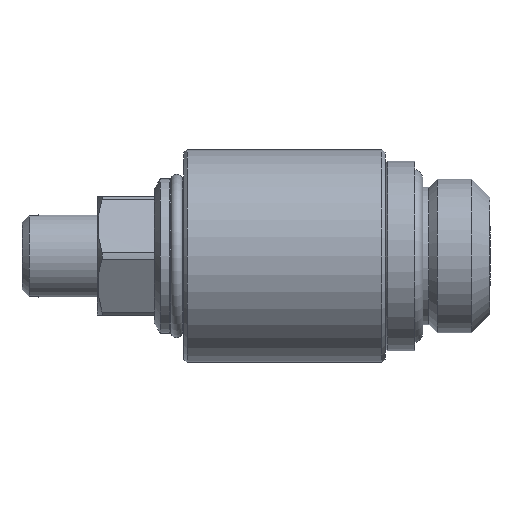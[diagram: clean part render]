
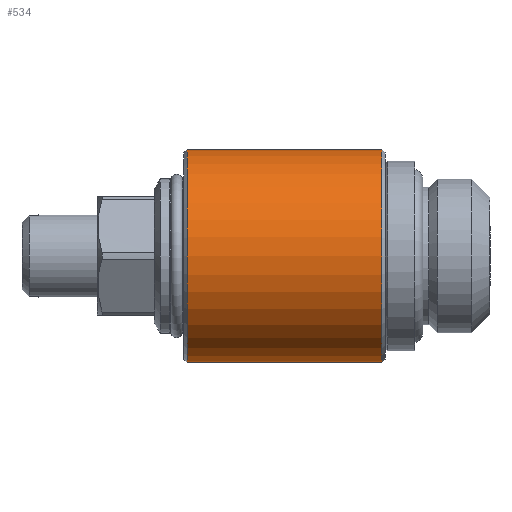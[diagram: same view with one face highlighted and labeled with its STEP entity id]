
A CAD part, left-side view. The second image highlights one B-rep face of the part: STEP entity #534.
In plain terms, the highlighted cylindrical face has radius 9 mm (diameter 18 mm), a full revolution.
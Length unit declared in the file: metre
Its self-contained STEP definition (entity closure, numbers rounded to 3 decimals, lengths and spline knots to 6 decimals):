
#534 = ADVANCED_FACE( 'NONE', ( #1109, #1110, #1111 ), #1112, .T. );
#1109 = FACE_OUTER_BOUND( '', #3042, .T. );
#1110 = FACE_OUTER_BOUND( '', #3043, .T. );
#1111 = FACE_BOUND( '', #3044, .T. );
#1112 = CYLINDRICAL_SURFACE( '', #3045, 0.009 );
#3042 = EDGE_LOOP( '', ( #4491 ) );
#3043 = EDGE_LOOP( '', ( #4492 ) );
#3044 = EDGE_LOOP( '', ( #4493, #4494 ) );
#3045 = AXIS2_PLACEMENT_3D( '', #4495, #4496, #4497 );
#4491 = ORIENTED_EDGE( '', *, *, #5369, .T. );
#4492 = ORIENTED_EDGE( '', *, *, #5304, .F. );
#4493 = ORIENTED_EDGE( '', *, *, #5358, .T. );
#4494 = ORIENTED_EDGE( '', *, *, #4925, .T. );
#4495 = CARTESIAN_POINT( '', ( 0., 0.007819, 0. ) );
#4496 = DIRECTION( '', ( 0., -1., 0. ) );
#4497 = DIRECTION( '', ( 0., 0., -1. ) );
#4925 = EDGE_CURVE( 'NONE', #5563, #5564, #5565, .T. );
#5304 = EDGE_CURVE( 'NONE', #6135, #6135, #6136, .T. );
#5358 = EDGE_CURVE( 'NONE', #5564, #5563, #6207, .T. );
#5369 = EDGE_CURVE( 'NONE', #6221, #6221, #6222, .T. );
#5563 = VERTEX_POINT( 'NONE', #6670 );
#5564 = VERTEX_POINT( 'NONE', #6671 );
#5565 = B_SPLINE_CURVE_WITH_KNOTS( '', 3, ( #6672, #6673, #6674, #6675, #6676, #6677, #6678, #6679, #6680, #6681, #6682, #6683, #6684, #6685, #6686, #6687, #6688, #6689, #6690, #6691, #6692, #6693, #6694 ), .UNSPECIFIED., .F., .F., ( 4, 1, 1, 1, 1, 1, 1, 1, 1, 1, 1, 1, 1, 1, 1, 1, 1, 1, 1, 1, 4 ), ( 0., 0.01563, 0.03126, 0.062508, 0.124933, 0.187358, 0.249879, 0.312402, 0.374924, 0.437445, 0.499967, 0.562488, 0.62501, 0.687531, 0.750053, 0.812576, 0.875028, 0.937482, 0.968739, 0.984367, 1. ), .UNSPECIFIED. );
#6135 = VERTEX_POINT( '', #8528 );
#6136 = CIRCLE( '', #8529, 0.009 );
#6207 = B_SPLINE_CURVE_WITH_KNOTS( '', 3, ( #8714, #8715, #8716, #8717, #8718, #8719, #8720, #8721, #8722, #8723, #8724, #8725, #8726, #8727, #8728, #8729, #8730, #8731, #8732, #8733, #8734, #8735, #8736 ), .UNSPECIFIED., .F., .F., ( 4, 1, 1, 1, 1, 1, 1, 1, 1, 1, 1, 1, 1, 1, 1, 1, 1, 1, 1, 1, 4 ), ( 0., 0.01563, 0.03126, 0.062508, 0.124933, 0.187358, 0.249881, 0.312403, 0.374925, 0.437447, 0.499967, 0.562489, 0.625011, 0.687532, 0.750055, 0.812576, 0.875028, 0.937483, 0.968739, 0.984368, 1. ), .UNSPECIFIED. );
#6221 = VERTEX_POINT( '', #8773 );
#6222 = CIRCLE( '', #8774, 0.009 );
#6670 = CARTESIAN_POINT( '', ( 0.007919, 0.019424, -0.004277 ) );
#6671 = CARTESIAN_POINT( '', ( 0.007917, 0.015986, 0.004281 ) );
#6672 = CARTESIAN_POINT( '', ( 0.007919, 0.019424, -0.004277 ) );
#6673 = CARTESIAN_POINT( '', ( 0.007904, 0.019353, -0.004304 ) );
#6674 = CARTESIAN_POINT( '', ( 0.007875, 0.01921, -0.004357 ) );
#6675 = CARTESIAN_POINT( '', ( 0.007826, 0.018917, -0.004445 ) );
#6676 = CARTESIAN_POINT( '', ( 0.007757, 0.018393, -0.004565 ) );
#6677 = CARTESIAN_POINT( '', ( 0.007719, 0.017616, -0.004627 ) );
#6678 = CARTESIAN_POINT( '', ( 0.007783, 0.016689, -0.004521 ) );
#6679 = CARTESIAN_POINT( '', ( 0.007941, 0.015811, -0.004242 ) );
#6680 = CARTESIAN_POINT( '', ( 0.008162, 0.015013, -0.003807 ) );
#6681 = CARTESIAN_POINT( '', ( 0.008408, 0.014318, -0.003234 ) );
#6682 = CARTESIAN_POINT( '', ( 0.008647, 0.013744, -0.002536 ) );
#6683 = CARTESIAN_POINT( '', ( 0.008846, 0.013312, -0.00173 ) );
#6684 = CARTESIAN_POINT( '', ( 0.008976, 0.013047, -0.000842 ) );
#6685 = CARTESIAN_POINT( '', ( 0.009016, 0.012969, 0.000092 ) );
#6686 = CARTESIAN_POINT( '', ( 0.008958, 0.013084, 0.00102 ) );
#6687 = CARTESIAN_POINT( '', ( 0.008812, 0.013384, 0.001895 ) );
#6688 = CARTESIAN_POINT( '', ( 0.008603, 0.013845, 0.002681 ) );
#6689 = CARTESIAN_POINT( '', ( 0.00836, 0.014444, 0.003355 ) );
#6690 = CARTESIAN_POINT( '', ( 0.008157, 0.015041, 0.003811 ) );
#6691 = CARTESIAN_POINT( '', ( 0.008028, 0.0155, 0.004069 ) );
#6692 = CARTESIAN_POINT( '', ( 0.007962, 0.015775, 0.004196 ) );
#6693 = CARTESIAN_POINT( '', ( 0.007932, 0.015916, 0.004253 ) );
#6694 = CARTESIAN_POINT( '', ( 0.007917, 0.015986, 0.004281 ) );
#8528 = CARTESIAN_POINT( '', ( 0., 0.0095, -0.009 ) );
#8529 = AXIS2_PLACEMENT_3D( '', #9341, #9342, #9343 );
#8714 = CARTESIAN_POINT( '', ( 0.007917, 0.015986, 0.004281 ) );
#8715 = CARTESIAN_POINT( '', ( 0.007902, 0.016057, 0.004307 ) );
#8716 = CARTESIAN_POINT( '', ( 0.007874, 0.0162, 0.00436 ) );
#8717 = CARTESIAN_POINT( '', ( 0.007824, 0.016492, 0.004448 ) );
#8718 = CARTESIAN_POINT( '', ( 0.007756, 0.017016, 0.004567 ) );
#8719 = CARTESIAN_POINT( '', ( 0.007719, 0.017792, 0.004627 ) );
#8720 = CARTESIAN_POINT( '', ( 0.007784, 0.018718, 0.004519 ) );
#8721 = CARTESIAN_POINT( '', ( 0.007942, 0.019594, 0.004239 ) );
#8722 = CARTESIAN_POINT( '', ( 0.008163, 0.02039, 0.003805 ) );
#8723 = CARTESIAN_POINT( '', ( 0.008409, 0.021084, 0.003232 ) );
#8724 = CARTESIAN_POINT( '', ( 0.008648, 0.021657, 0.002535 ) );
#8725 = CARTESIAN_POINT( '', ( 0.008846, 0.022088, 0.00173 ) );
#8726 = CARTESIAN_POINT( '', ( 0.008976, 0.022353, 0.000843 ) );
#8727 = CARTESIAN_POINT( '', ( 0.009016, 0.022431, -0.000089 ) );
#8728 = CARTESIAN_POINT( '', ( 0.008958, 0.022316, -0.001016 ) );
#8729 = CARTESIAN_POINT( '', ( 0.008813, 0.022018, -0.00189 ) );
#8730 = CARTESIAN_POINT( '', ( 0.008605, 0.021559, -0.002675 ) );
#8731 = CARTESIAN_POINT( '', ( 0.008362, 0.020962, -0.003349 ) );
#8732 = CARTESIAN_POINT( '', ( 0.008159, 0.020367, -0.003806 ) );
#8733 = CARTESIAN_POINT( '', ( 0.008031, 0.019909, -0.004064 ) );
#8734 = CARTESIAN_POINT( '', ( 0.007964, 0.019635, -0.004192 ) );
#8735 = CARTESIAN_POINT( '', ( 0.007934, 0.019494, -0.004249 ) );
#8736 = CARTESIAN_POINT( '', ( 0.007919, 0.019424, -0.004277 ) );
#8773 = CARTESIAN_POINT( '', ( 0., 0.0259, -0.009 ) );
#8774 = AXIS2_PLACEMENT_3D( '', #9386, #9387, #9388 );
#9341 = CARTESIAN_POINT( '', ( 0., 0.0095, 0. ) );
#9342 = DIRECTION( '', ( 0., -1., 0. ) );
#9343 = DIRECTION( '', ( 0., 0., -1. ) );
#9386 = CARTESIAN_POINT( '', ( 0., 0.0259, 0. ) );
#9387 = DIRECTION( '', ( 0., -1., 0. ) );
#9388 = DIRECTION( '', ( 0., 0., -1. ) );
